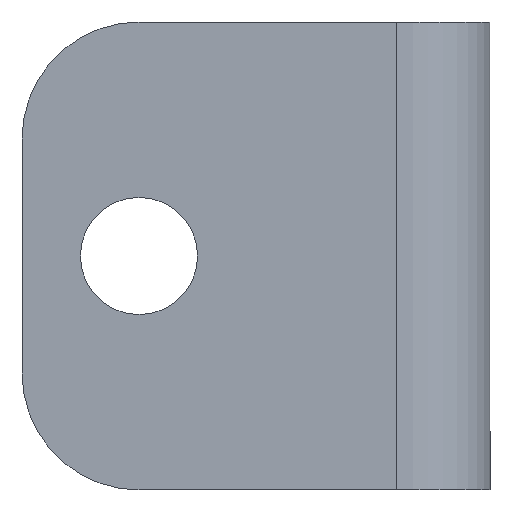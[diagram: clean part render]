
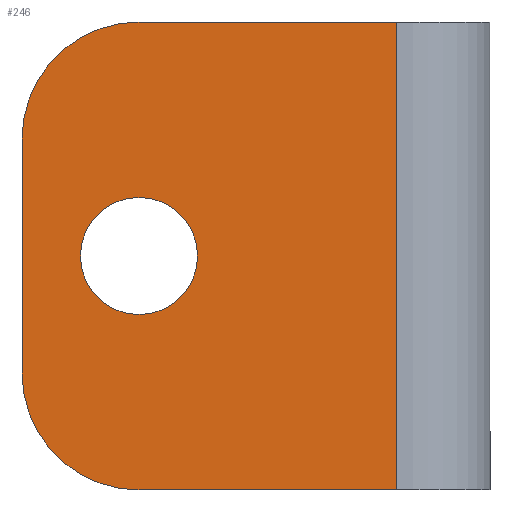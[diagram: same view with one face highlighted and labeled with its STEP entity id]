
A CAD part, left-side view. The second image highlights one B-rep face of the part: STEP entity #246.
In plain terms, the highlighted planar face has unit normal (-1, 0, 0).
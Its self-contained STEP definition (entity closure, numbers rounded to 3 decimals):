
#31 = DIRECTION ( 'NONE',  ( 0., 1., 0. ) ) ;
#97 = VECTOR ( 'NONE', #568, 1000. ) ;
#100 = EDGE_CURVE ( 'NONE', #662, #175, #269, .T. ) ;
#103 = LINE ( 'NONE', #400, #97 ) ;
#111 = CARTESIAN_POINT ( 'NONE',  ( -3., 12., -10. ) ) ;
#112 = AXIS2_PLACEMENT_3D ( 'NONE', #133, #430, #894 ) ;
#120 = CARTESIAN_POINT ( 'NONE',  ( -3., 1., 0. ) ) ;
#124 = DIRECTION ( 'NONE',  ( 0., 0., -1. ) ) ;
#133 = CARTESIAN_POINT ( 'NONE',  ( -3., 12., -10. ) ) ;
#161 = VECTOR ( 'NONE', #124, 1000. ) ;
#165 = DIRECTION ( 'NONE',  ( -1., 0., 0. ) ) ;
#175 = VERTEX_POINT ( 'NONE', #404 ) ;
#178 = VECTOR ( 'NONE', #283, 1000. ) ;
#180 = CIRCLE ( 'NONE', #898, 5. ) ;
#191 = VECTOR ( 'NONE', #735, 1000. ) ;
#200 = LINE ( 'NONE', #205, #178 ) ;
#205 = CARTESIAN_POINT ( 'NONE',  ( -3., 17., -20. ) ) ;
#207 = AXIS2_PLACEMENT_3D ( 'NONE', #111, #848, #911 ) ;
#210 = AXIS2_PLACEMENT_3D ( 'NONE', #929, #427, #31 ) ;
#216 = DIRECTION ( 'NONE',  ( 0., 1., 0. ) ) ;
#238 = CARTESIAN_POINT ( 'NONE',  ( -3., 12., -20. ) ) ;
#244 = CARTESIAN_POINT ( 'NONE',  ( -3., 1., -20. ) ) ;
#246 = ADVANCED_FACE ( 'NONE', ( #870, #588 ), #783, .F. ) ;
#257 = EDGE_LOOP ( 'NONE', ( #744, #885, #291, #837, #784, #933 ) ) ;
#269 = CIRCLE ( 'NONE', #207, 2.5 ) ;
#283 = DIRECTION ( 'NONE',  ( 0., 0., -1. ) ) ;
#291 = ORIENTED_EDGE ( 'NONE', *, *, #311, .T. ) ;
#301 = CARTESIAN_POINT ( 'NONE',  ( -3., 14.5, -10. ) ) ;
#311 = EDGE_CURVE ( 'NONE', #531, #425, #200, .T. ) ;
#337 = EDGE_CURVE ( 'NONE', #175, #662, #533, .T. ) ;
#340 = CARTESIAN_POINT ( 'NONE',  ( -3., 0., 0. ) ) ;
#352 = VERTEX_POINT ( 'NONE', #238 ) ;
#362 = VERTEX_POINT ( 'NONE', #244 ) ;
#382 = EDGE_CURVE ( 'NONE', #500, #681, #389, .T. ) ;
#389 = LINE ( 'NONE', #535, #191 ) ;
#400 = CARTESIAN_POINT ( 'NONE',  ( -3., 0., -20. ) ) ;
#403 = EDGE_CURVE ( 'NONE', #425, #352, #180, .T. ) ;
#404 = CARTESIAN_POINT ( 'NONE',  ( -3., 9.5, -10. ) ) ;
#425 = VERTEX_POINT ( 'NONE', #753 ) ;
#427 = DIRECTION ( 'NONE',  ( -1., 0., 0. ) ) ;
#430 = DIRECTION ( 'NONE',  ( -1., 0., 0. ) ) ;
#500 = VERTEX_POINT ( 'NONE', #502 ) ;
#502 = CARTESIAN_POINT ( 'NONE',  ( -3., 1., 0. ) ) ;
#531 = VERTEX_POINT ( 'NONE', #650 ) ;
#533 = CIRCLE ( 'NONE', #112, 2.5 ) ;
#535 = CARTESIAN_POINT ( 'NONE',  ( -3., 17., 0. ) ) ;
#536 = EDGE_CURVE ( 'NONE', #352, #362, #103, .T. ) ;
#554 = EDGE_CURVE ( 'NONE', #500, #362, #931, .T. ) ;
#568 = DIRECTION ( 'NONE',  ( 0., -1., 0. ) ) ;
#588 = FACE_OUTER_BOUND ( 'NONE', #257, .T. ) ;
#621 = EDGE_LOOP ( 'NONE', ( #822, #737 ) ) ;
#629 = CIRCLE ( 'NONE', #210, 5. ) ;
#650 = CARTESIAN_POINT ( 'NONE',  ( -3., 17., -5. ) ) ;
#654 = CARTESIAN_POINT ( 'NONE',  ( -3., 12., 0. ) ) ;
#662 = VERTEX_POINT ( 'NONE', #301 ) ;
#681 = VERTEX_POINT ( 'NONE', #654 ) ;
#735 = DIRECTION ( 'NONE',  ( 0., 1., 0. ) ) ;
#737 = ORIENTED_EDGE ( 'NONE', *, *, #100, .F. ) ;
#743 = AXIS2_PLACEMENT_3D ( 'NONE', #340, #875, #216 ) ;
#744 = ORIENTED_EDGE ( 'NONE', *, *, #382, .T. ) ;
#753 = CARTESIAN_POINT ( 'NONE',  ( -3., 17., -15. ) ) ;
#783 = PLANE ( 'NONE',  #743 ) ;
#784 = ORIENTED_EDGE ( 'NONE', *, *, #536, .T. ) ;
#822 = ORIENTED_EDGE ( 'NONE', *, *, #337, .F. ) ;
#837 = ORIENTED_EDGE ( 'NONE', *, *, #403, .T. ) ;
#848 = DIRECTION ( 'NONE',  ( -1., 0., 0. ) ) ;
#870 = FACE_BOUND ( 'NONE', #621, .T. ) ;
#875 = DIRECTION ( 'NONE',  ( 1., 0., 0. ) ) ;
#878 = DIRECTION ( 'NONE',  ( 0., 1., 0. ) ) ;
#885 = ORIENTED_EDGE ( 'NONE', *, *, #953, .T. ) ;
#894 = DIRECTION ( 'NONE',  ( 0., -1., 0. ) ) ;
#898 = AXIS2_PLACEMENT_3D ( 'NONE', #905, #165, #878 ) ;
#905 = CARTESIAN_POINT ( 'NONE',  ( -3., 12., -15. ) ) ;
#911 = DIRECTION ( 'NONE',  ( 0., -1., 0. ) ) ;
#929 = CARTESIAN_POINT ( 'NONE',  ( -3., 12., -5. ) ) ;
#931 = LINE ( 'NONE', #120, #161 ) ;
#933 = ORIENTED_EDGE ( 'NONE', *, *, #554, .F. ) ;
#953 = EDGE_CURVE ( 'NONE', #681, #531, #629, .T. ) ;
